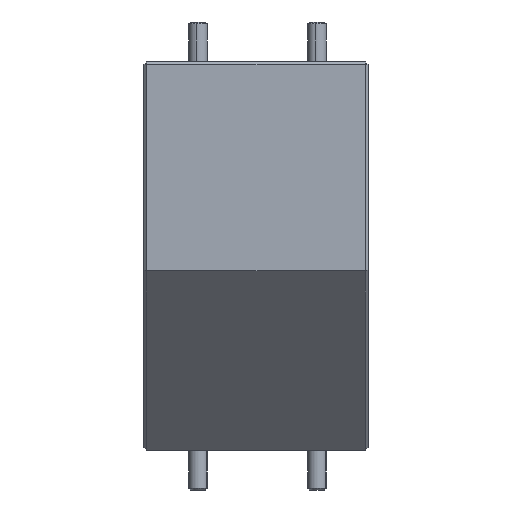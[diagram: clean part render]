
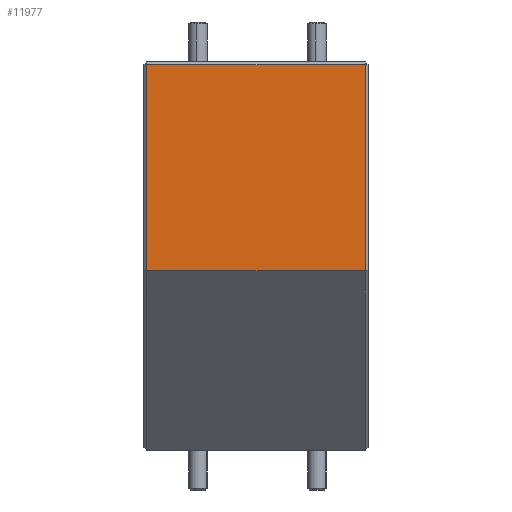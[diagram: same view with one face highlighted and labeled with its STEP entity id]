
A CAD part, left-side view. The second image highlights one B-rep face of the part: STEP entity #11977.
In plain terms, the highlighted planar face has unit normal (-1, 0, 0).
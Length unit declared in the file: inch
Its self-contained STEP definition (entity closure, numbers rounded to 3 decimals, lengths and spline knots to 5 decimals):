
#870 = CARTESIAN_POINT ( 'NONE',  ( -1.6, 0.386, 0. ) ) ;
#1977 = CARTESIAN_POINT ( 'NONE',  ( -1.6, -0.344, -0.01 ) ) ;
#4658 = CARTESIAN_POINT ( 'NONE',  ( -1.6, -0.354, -0.7 ) ) ;
#4899 = ORIENTED_EDGE ( 'NONE', *, *, #21164, .F. ) ;
#5535 = VECTOR ( 'NONE', #22972, 39.37008 ) ;
#5731 = ORIENTED_EDGE ( 'NONE', *, *, #44363, .T. ) ;
#6750 = CARTESIAN_POINT ( 'NONE',  ( -1.6, -0.354, 0. ) ) ;
#8104 = VECTOR ( 'NONE', #35882, 39.37008 ) ;
#10747 = DIRECTION ( 'NONE',  ( 1., 0., 0. ) ) ;
#11977 = ADVANCED_FACE ( 'NONE', ( #39031 ), #42580, .F. ) ;
#12391 = LINE ( 'NONE', #4658, #5535 ) ;
#13868 = EDGE_CURVE ( 'NONE', #30522, #27451, #33983, .T. ) ;
#13945 = CARTESIAN_POINT ( 'NONE',  ( -1.6, -0.344, -0.7 ) ) ;
#16476 = EDGE_LOOP ( 'NONE', ( #44148, #32077, #5731, #4899 ) ) ;
#18762 = LINE ( 'NONE', #870, #35238 ) ;
#18801 = VERTEX_POINT ( 'NONE', #13945 ) ;
#21084 = DIRECTION ( 'NONE',  ( 0., 0., 1. ) ) ;
#21164 = EDGE_CURVE ( 'NONE', #18801, #45031, #12391, .T. ) ;
#21698 = LINE ( 'NONE', #34546, #8104 ) ;
#22972 = DIRECTION ( 'NONE',  ( 0., 1., 0. ) ) ;
#24027 = DIRECTION ( 'NONE',  ( 0., 1., 0. ) ) ;
#26320 = EDGE_CURVE ( 'NONE', #18801, #30522, #21698, .T. ) ;
#27451 = VERTEX_POINT ( 'NONE', #37398 ) ;
#29602 = DIRECTION ( 'NONE',  ( 0., 0., -1. ) ) ;
#30522 = VERTEX_POINT ( 'NONE', #1977 ) ;
#32077 = ORIENTED_EDGE ( 'NONE', *, *, #13868, .T. ) ;
#33983 = LINE ( 'NONE', #46285, #40595 ) ;
#34546 = CARTESIAN_POINT ( 'NONE',  ( -1.6, -0.344, 0. ) ) ;
#35238 = VECTOR ( 'NONE', #29602, 39.37008 ) ;
#35882 = DIRECTION ( 'NONE',  ( 0., 0., 1. ) ) ;
#36360 = CARTESIAN_POINT ( 'NONE',  ( -1.6, 0.386, -0.7 ) ) ;
#37398 = CARTESIAN_POINT ( 'NONE',  ( -1.6, 0.386, -0.01 ) ) ;
#39031 = FACE_OUTER_BOUND ( 'NONE', #16476, .T. ) ;
#40595 = VECTOR ( 'NONE', #24027, 39.37008 ) ;
#42580 = PLANE ( 'NONE',  #44315 ) ;
#44148 = ORIENTED_EDGE ( 'NONE', *, *, #26320, .T. ) ;
#44315 = AXIS2_PLACEMENT_3D ( 'NONE', #6750, #10747, #21084 ) ;
#44363 = EDGE_CURVE ( 'NONE', #27451, #45031, #18762, .T. ) ;
#45031 = VERTEX_POINT ( 'NONE', #36360 ) ;
#46285 = CARTESIAN_POINT ( 'NONE',  ( -1.6, -0.354, -0.01 ) ) ;
